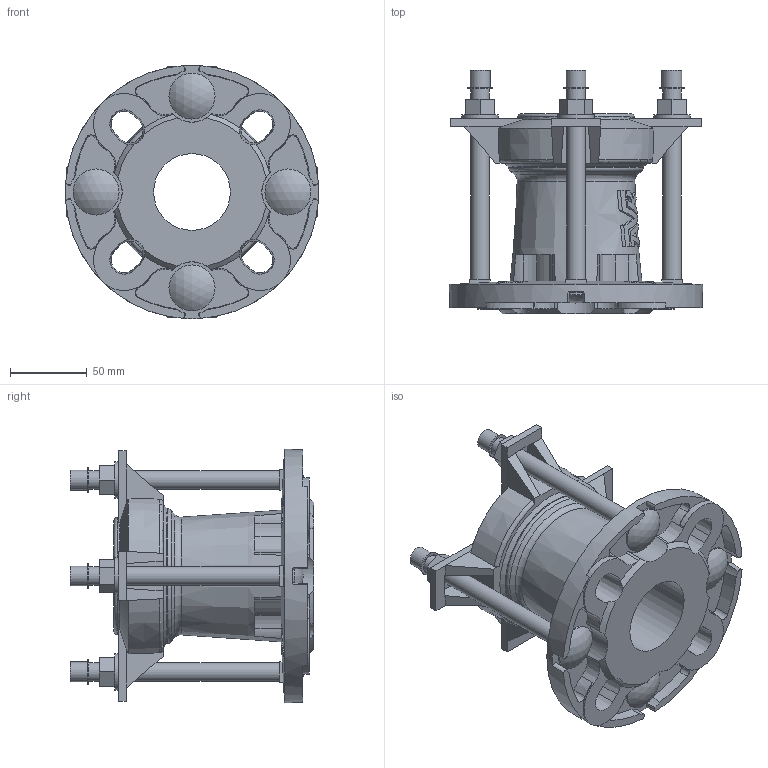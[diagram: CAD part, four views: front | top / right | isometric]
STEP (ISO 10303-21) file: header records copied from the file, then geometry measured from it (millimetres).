
FILE_DESCRIPTION (( 'STEP AP203' ), '1' );
FILE_NAME ('O_603_0_DN40-50_046-063mm_STEP.STEP', '2015-06-19T00:55:05', ( '' ), ( '' ), 'SwSTEP 2.0', 'SolidWorks 2012', '' );
FILE_SCHEMA (( 'CONFIG_CONTROL_DESIGN' ));
Length unit declared in the file: millimetre
Products named in the file (1): O_603_0_DN40-50_046-063mm_STEP
Bounding box: 165 x 158.5 x 165 mm (x, y, z)
Volume: 782726.1 mm3; surface area: 155034.3 mm2
Topology: 1 solids, 1 shells, 393 faces, 1068 edges, 694 vertices
Faces by surface type: plane 231, cone 84, cylinder 67, torus 7, sphere 4
Full cylindrical faces by diameter (mm): 12 x8, 13 x4, 16 x4, 24 x4, 30 x4, 50 x1, 63 x1, 76 x1, 88 x1, 165 x1
Entity records: 12942 total; most frequent: CARTESIAN_POINT 3249, ORIENTED_EDGE 2040, DIRECTION 1939, EDGE_CURVE 1020, AXIS2_PLACEMENT_3D 739, VERTEX_POINT 683, EDGE_LOOP 481, VECTOR 461
